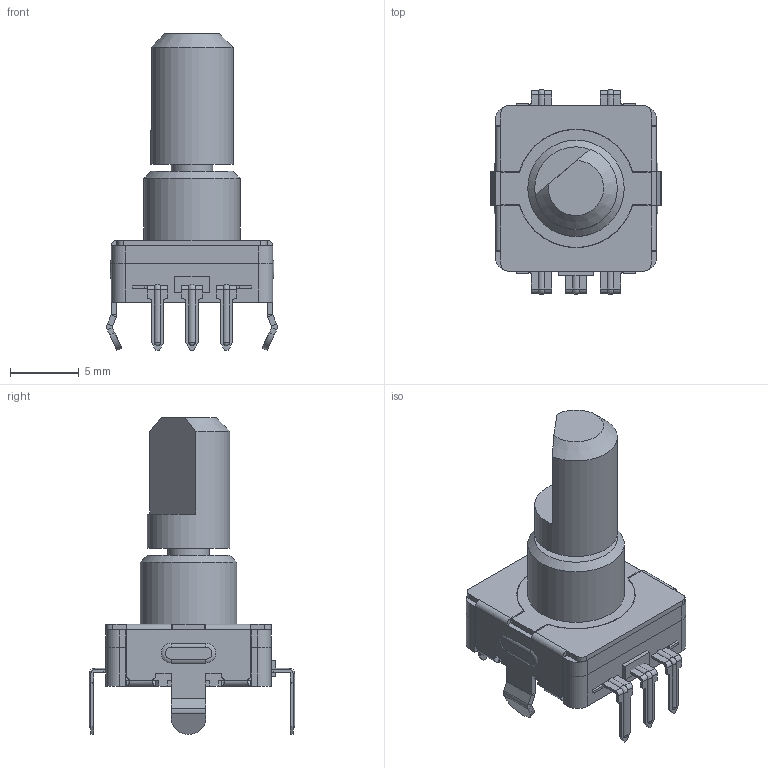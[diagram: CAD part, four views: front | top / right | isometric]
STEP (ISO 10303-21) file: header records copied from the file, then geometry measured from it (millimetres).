
FILE_DESCRIPTION(/* description */ ('STEP AP214'),/* implementation_level */ '2;1');
FILE_NAME(/* name */ 'Rotary Encoder EC11-THT-15F-green.step',/* time_stamp */ '2025-12-30T15:41:06-06:00',/* author */ (''),/* organization */ (''),/* preprocessor_version */ 'ST-DEVELOPER v20.1',/* originating_system */ 'Autodesk Translation Framework v14.21.0.0',/* authorisation */ '');
FILE_SCHEMA (('AUTOMOTIVE_DESIGN { 1 0 10303 214 3 1 1 }'));
Length unit declared in the file: millimetre
Products named in the file (4): 2025-12-27-16-47-03-028; 2025-12-27-16-47-03-029; 2025-12-27-16-47-03-030; 2025-12-27-16-47-03-031
Assembly tree (3 placements, depth 2):
  2025-12-27-16-47-03-028
    2025-12-27-16-47-03-029
    2025-12-27-16-47-03-030
    2025-12-27-16-47-03-031
Bounding box: 12.4 x 14.9 x 23 mm (x, y, z)
Volume: 1051.7 mm3; surface area: 1678.3 mm2
Topology: 9 solids, 9 shells, 421 faces, 1062 edges, 653 vertices
Faces by surface type: plane 277, cylinder 106, bspline 22, sphere 10, torus 4, cone 2
Full cylindrical faces by diameter (mm): 3 x2, 6 x1, 7 x1
Entity records: 14035 total; most frequent: CARTESIAN_POINT 3758, ORIENTED_EDGE 2118, DIRECTION 2109, EDGE_CURVE 1059, LINE 785, VECTOR 785, AXIS2_PLACEMENT_3D 662, VERTEX_POINT 653
